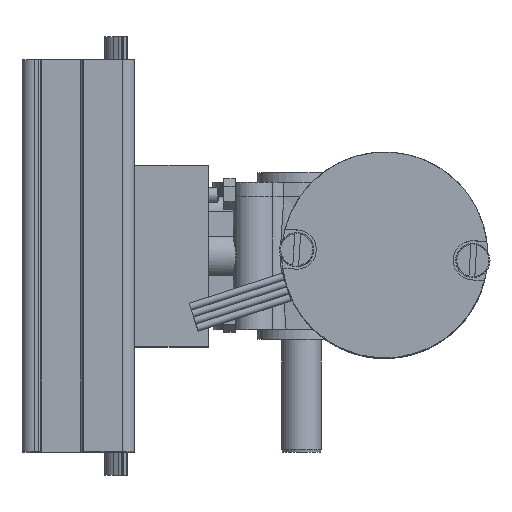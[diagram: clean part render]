
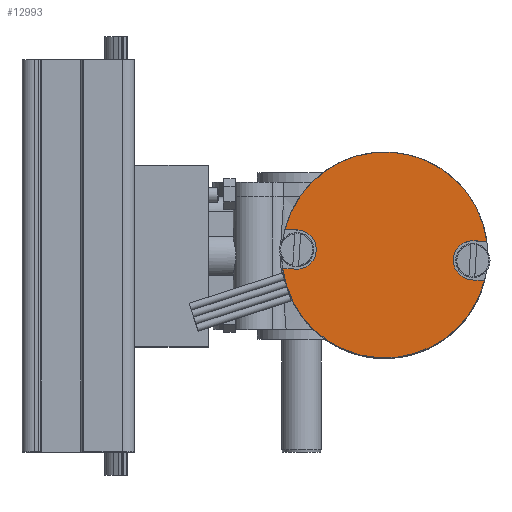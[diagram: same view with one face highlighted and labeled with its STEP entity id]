
A CAD part, top view. The second image highlights one B-rep face of the part: STEP entity #12993.
In plain terms, the highlighted face is planar.
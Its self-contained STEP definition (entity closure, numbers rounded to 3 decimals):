
#206=PLANE('',#14212);
#916=LINE('',#21087,#1800);
#919=LINE('',#21093,#1803);
#920=LINE('',#21095,#1804);
#921=LINE('',#21096,#1805);
#1800=VECTOR('',#16459,1.);
#1803=VECTOR('',#16468,1.);
#1804=VECTOR('',#16471,1.);
#1805=VECTOR('',#16472,1.);
#3212=FACE_OUTER_BOUND('',#3994,.T.);
#3994=EDGE_LOOP('',(#9625,#9626,#9627,#9628,#9629,#9630,#9631,#9632));
#4873=CIRCLE('',#13928,21.);
#4877=CIRCLE('',#13932,21.);
#5037=CIRCLE('',#14197,4.);
#5039=CIRCLE('',#14200,4.);
#5721=VERTEX_POINT('',#20510);
#5722=VERTEX_POINT('',#20512);
#5727=VERTEX_POINT('',#20522);
#5728=VERTEX_POINT('',#20524);
#5897=VERTEX_POINT('',#21063);
#5898=VERTEX_POINT('',#21064);
#5901=VERTEX_POINT('',#21072);
#5902=VERTEX_POINT('',#21073);
#7076=EDGE_CURVE('',#5722,#5721,#4873,.T.);
#7082=EDGE_CURVE('',#5728,#5727,#4877,.T.);
#7339=EDGE_CURVE('',#5897,#5898,#5037,.T.);
#7343=EDGE_CURVE('',#5901,#5902,#5039,.T.);
#7347=EDGE_CURVE('',#5721,#5897,#916,.T.);
#7350=EDGE_CURVE('',#5898,#5728,#919,.T.);
#7351=EDGE_CURVE('',#5902,#5722,#920,.T.);
#7352=EDGE_CURVE('',#5727,#5901,#921,.T.);
#9625=ORIENTED_EDGE('',*,*,#7351,.T.);
#9626=ORIENTED_EDGE('',*,*,#7076,.T.);
#9627=ORIENTED_EDGE('',*,*,#7347,.T.);
#9628=ORIENTED_EDGE('',*,*,#7339,.T.);
#9629=ORIENTED_EDGE('',*,*,#7350,.T.);
#9630=ORIENTED_EDGE('',*,*,#7082,.T.);
#9631=ORIENTED_EDGE('',*,*,#7352,.T.);
#9632=ORIENTED_EDGE('',*,*,#7343,.T.);
#12993=ADVANCED_FACE('',(#3212),#206,.T.);
#13928=AXIS2_PLACEMENT_3D('',#20513,#15810,#15811);
#13932=AXIS2_PLACEMENT_3D('',#20525,#15820,#15821);
#14197=AXIS2_PLACEMENT_3D('',#21065,#16431,#16432);
#14200=AXIS2_PLACEMENT_3D('',#21074,#16439,#16440);
#14212=AXIS2_PLACEMENT_3D('',#21094,#16469,#16470);
#15810=DIRECTION('center_axis',(-1.,0.,0.));
#15811=DIRECTION('ref_axis',(0.,-0.061,0.998));
#15820=DIRECTION('center_axis',(-1.,0.,0.));
#15821=DIRECTION('ref_axis',(0.,-0.061,0.998));
#16431=DIRECTION('center_axis',(1.,0.,0.));
#16432=DIRECTION('ref_axis',(0.,-0.998,-0.061));
#16439=DIRECTION('center_axis',(1.,0.,0.));
#16440=DIRECTION('ref_axis',(0.,0.998,0.061));
#16459=DIRECTION('',(0.,-0.061,0.998));
#16468=DIRECTION('',(0.,0.061,-0.998));
#16469=DIRECTION('center_axis',(-1.,0.,0.));
#16470=DIRECTION('ref_axis',(0.,-0.061,0.998));
#16471=DIRECTION('',(0.,-0.061,0.998));
#16472=DIRECTION('',(0.,0.061,-0.998));
#20510=CARTESIAN_POINT('',(-118.,20.251,-3.333));
#20512=CARTESIAN_POINT('',(-118.,17.734,37.821));
#20513=CARTESIAN_POINT('Origin',(-118.,15.,17.));
#20522=CARTESIAN_POINT('',(-118.,9.749,37.333));
#20524=CARTESIAN_POINT('',(-118.,12.266,-3.821));
#20525=CARTESIAN_POINT('Origin',(-118.,15.,17.));
#21063=CARTESIAN_POINT('',(-118.,20.091,-0.722));
#21064=CARTESIAN_POINT('',(-118.,12.106,-1.211));
#21065=CARTESIAN_POINT('Origin',(-118.,16.099,-0.966));
#21072=CARTESIAN_POINT('',(-118.,9.909,34.722));
#21073=CARTESIAN_POINT('',(-118.,17.894,35.211));
#21074=CARTESIAN_POINT('Origin',(-118.,13.901,34.966));
#21087=CARTESIAN_POINT('',(-118.,19.664,6.265));
#21093=CARTESIAN_POINT('',(-118.,11.679,5.776));
#21094=CARTESIAN_POINT('Origin',(-118.,15.,17.));
#21095=CARTESIAN_POINT('',(-118.,18.321,28.224));
#21096=CARTESIAN_POINT('',(-118.,10.336,27.735));
